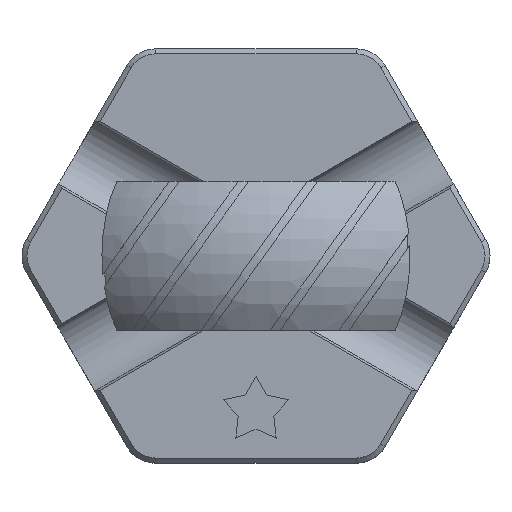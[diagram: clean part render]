
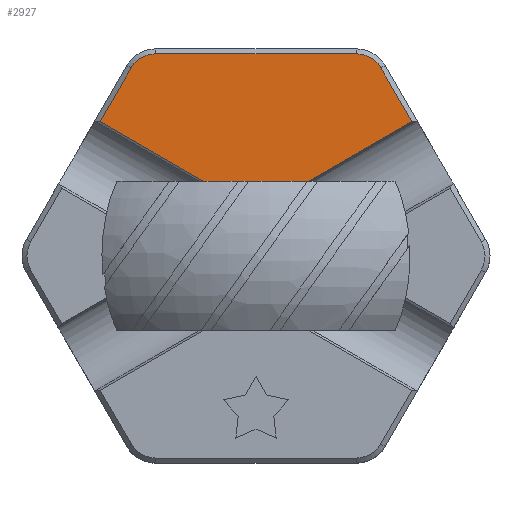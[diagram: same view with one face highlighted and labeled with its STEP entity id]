
A CAD part, top view. The second image highlights one B-rep face of the part: STEP entity #2927.
In plain terms, the highlighted planar face has unit normal (0, 0, 1).
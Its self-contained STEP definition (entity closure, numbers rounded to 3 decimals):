
#107=CIRCLE('',#3171,3.4);
#108=CIRCLE('',#3172,3.4);
#174=PLANE('',#3170);
#308=FACE_OUTER_BOUND('',#476,.T.);
#476=EDGE_LOOP('',(#2283,#2284,#2285,#2286,#2287,#2288,#2289));
#682=LINE('',#4883,#984);
#684=LINE('',#4887,#986);
#686=LINE('',#4891,#988);
#687=LINE('',#4895,#989);
#688=LINE('',#4898,#990);
#984=VECTOR('',#3665,10.);
#986=VECTOR('',#3669,10.);
#988=VECTOR('',#3673,10.);
#989=VECTOR('',#3676,10.);
#990=VECTOR('',#3679,10.);
#1362=VERTEX_POINT('',#4880);
#1363=VERTEX_POINT('',#4882);
#1364=VERTEX_POINT('',#4886);
#1365=VERTEX_POINT('',#4890);
#1366=VERTEX_POINT('',#4892);
#1367=VERTEX_POINT('',#4894);
#1368=VERTEX_POINT('',#4896);
#1693=EDGE_CURVE('',#1362,#1363,#682,.T.);
#1695=EDGE_CURVE('',#1363,#1364,#684,.T.);
#1697=EDGE_CURVE('',#1365,#1362,#686,.T.);
#1698=EDGE_CURVE('',#1366,#1365,#107,.T.);
#1699=EDGE_CURVE('',#1367,#1366,#687,.T.);
#1700=EDGE_CURVE('',#1368,#1367,#108,.T.);
#1701=EDGE_CURVE('',#1364,#1368,#688,.T.);
#2283=ORIENTED_EDGE('',*,*,#1695,.F.);
#2284=ORIENTED_EDGE('',*,*,#1693,.F.);
#2285=ORIENTED_EDGE('',*,*,#1697,.F.);
#2286=ORIENTED_EDGE('',*,*,#1698,.F.);
#2287=ORIENTED_EDGE('',*,*,#1699,.F.);
#2288=ORIENTED_EDGE('',*,*,#1700,.F.);
#2289=ORIENTED_EDGE('',*,*,#1701,.F.);
#2927=ADVANCED_FACE('',(#308),#174,.T.);
#3170=AXIS2_PLACEMENT_3D('',#4889,#3671,#3672);
#3171=AXIS2_PLACEMENT_3D('',#4893,#3674,#3675);
#3172=AXIS2_PLACEMENT_3D('',#4897,#3677,#3678);
#3665=DIRECTION('',(-0.866,-0.5,0.));
#3669=DIRECTION('',(-0.866,0.5,0.));
#3671=DIRECTION('center_axis',(0.,0.,1.));
#3672=DIRECTION('ref_axis',(1.,0.,0.));
#3673=DIRECTION('',(0.5,-0.866,0.));
#3674=DIRECTION('center_axis',(0.,0.,-1.));
#3675=DIRECTION('ref_axis',(0.5,0.866,0.));
#3676=DIRECTION('',(1.,0.,0.));
#3677=DIRECTION('center_axis',(0.,0.,-1.));
#3678=DIRECTION('ref_axis',(-0.5,0.866,0.));
#3679=DIRECTION('',(0.5,0.866,0.));
#4880=CARTESIAN_POINT('',(18.817,16.208,10.));
#4882=CARTESIAN_POINT('',(0.,5.344,10.));
#4883=CARTESIAN_POINT('',(-23.965,-8.492,10.));
#4886=CARTESIAN_POINT('',(-18.817,16.208,10.));
#4887=CARTESIAN_POINT('',(-19.337,16.508,10.));
#4889=CARTESIAN_POINT('Origin',(0.,0.,10.));
#4890=CARTESIAN_POINT('',(15.069,22.7,10.));
#4891=CARTESIAN_POINT('',(24.739,5.95,10.));
#4892=CARTESIAN_POINT('',(12.124,24.4,10.));
#4893=CARTESIAN_POINT('Origin',(12.124,21.,10.));
#4894=CARTESIAN_POINT('',(-12.124,24.4,10.));
#4895=CARTESIAN_POINT('',(7.217,24.4,10.));
#4896=CARTESIAN_POINT('',(-15.069,22.7,10.));
#4897=CARTESIAN_POINT('Origin',(-12.124,21.,10.));
#4898=CARTESIAN_POINT('',(-17.523,18.45,10.));
